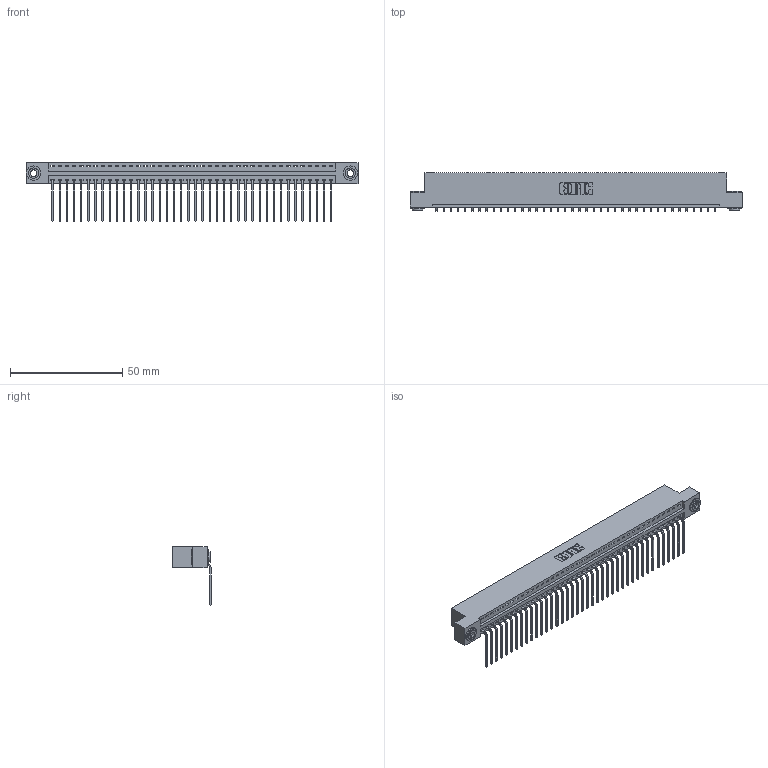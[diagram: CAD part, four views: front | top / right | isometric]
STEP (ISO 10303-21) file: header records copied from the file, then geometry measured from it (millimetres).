
FILE_DESCRIPTION (( 'STEP AP203' ), '1' );
FILE_NAME ('346-040-559-103.STEP', '2022-05-07T10:30:22', ( '' ), ( '' ), 'SwSTEP 2.0', 'SolidWorks 2020', '' );
FILE_SCHEMA (( 'CONFIG_CONTROL_DESIGN' ));
Length unit declared in the file: inch
Products named in the file (4): 346-040-559-103; 345-292-001_558 559 Tail - 1; 345-250-002_345-250-002-102; 346 Part_Flush Mounting Lugs - 0.156 Dia-TH
Assembly tree (43 placements, depth 2):
  346-040-559-103
    346 Part_Flush Mounting Lugs - 0.156 Dia-TH
    345-292-001_558 559 Tail - 1  x40
    345-250-002_345-250-002-102  x2
Bounding box: 147.57 x 17.08 x 26.16 mm (x, y, z)
Volume: 14246.9 mm3; surface area: 18831.7 mm2
Topology: 43 solids, 43 shells, 2574 faces, 7721 edges, 5090 vertices
Faces by surface type: plane 1780, cylinder 786, cone 8
Entity records: 26244 total; most frequent: CARTESIAN_POINT 4481, ORIENTED_EDGE 4446, DIRECTION 3985, EDGE_CURVE 2223, LINE 1907, VECTOR 1907, VERTEX_POINT 1478, AXIS2_PLACEMENT_3D 1039
